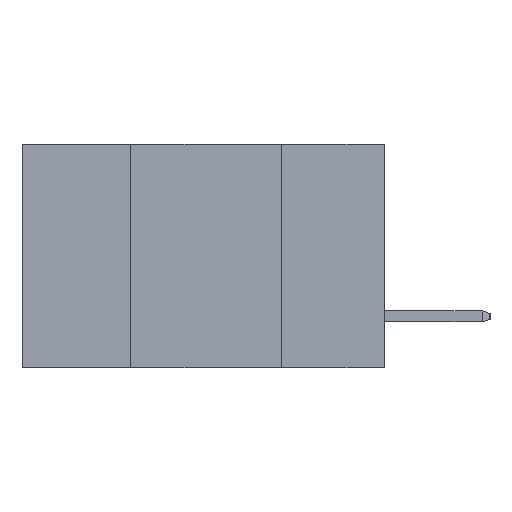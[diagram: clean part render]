
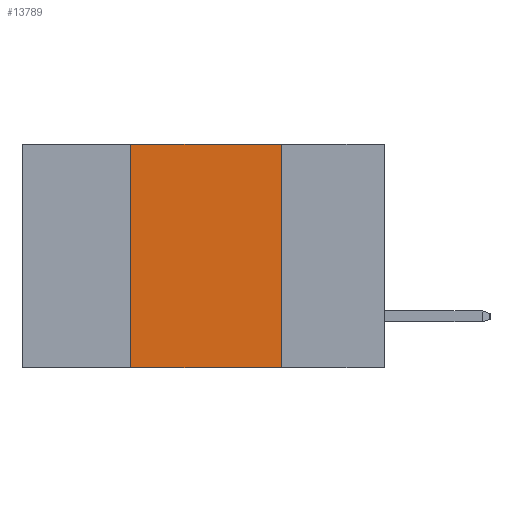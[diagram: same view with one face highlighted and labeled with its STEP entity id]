
A CAD part, left-side view. The second image highlights one B-rep face of the part: STEP entity #13789.
In plain terms, the highlighted planar face has unit normal (-1, 0, 0).
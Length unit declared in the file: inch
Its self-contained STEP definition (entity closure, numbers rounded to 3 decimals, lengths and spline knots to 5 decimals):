
#1642 = EDGE_CURVE ( 'NONE', #11132, #3045, #14100, .T. ) ;
#1977 = VERTEX_POINT ( 'NONE', #12548 ) ;
#2198 = CARTESIAN_POINT ( 'NONE',  ( 0., 0.6, -0.37 ) ) ;
#2347 = LINE ( 'NONE', #13952, #8707 ) ;
#3045 = VERTEX_POINT ( 'NONE', #7803 ) ;
#3381 = FACE_OUTER_BOUND ( 'NONE', #14244, .T. ) ;
#3791 = AXIS2_PLACEMENT_3D ( 'NONE', #4675, #15210, #8245 ) ;
#3864 = CARTESIAN_POINT ( 'NONE',  ( 0., 0.17, -0.37 ) ) ;
#3883 = DIRECTION ( 'NONE',  ( 0., 0., -1. ) ) ;
#4224 = ORIENTED_EDGE ( 'NONE', *, *, #14457, .T. ) ;
#4675 = CARTESIAN_POINT ( 'NONE',  ( 0., 0.6, 0. ) ) ;
#5810 = DIRECTION ( 'NONE',  ( 0., -1., 0. ) ) ;
#6491 = VECTOR ( 'NONE', #5810, 39.37008 ) ;
#7123 = CARTESIAN_POINT ( 'NONE',  ( 0., 0.42, 0. ) ) ;
#7226 = LINE ( 'NONE', #8153, #6491 ) ;
#7234 = VERTEX_POINT ( 'NONE', #7123 ) ;
#7803 = CARTESIAN_POINT ( 'NONE',  ( 0., 0.17, -0.37 ) ) ;
#8143 = ORIENTED_EDGE ( 'NONE', *, *, #9865, .F. ) ;
#8153 = CARTESIAN_POINT ( 'NONE',  ( 0., 0.6, 0. ) ) ;
#8243 = VECTOR ( 'NONE', #3883, 39.37008 ) ;
#8245 = DIRECTION ( 'NONE',  ( 0., 0., -1. ) ) ;
#8707 = VECTOR ( 'NONE', #13936, 39.37008 ) ;
#9865 = EDGE_CURVE ( 'NONE', #1977, #7234, #2347, .T. ) ;
#10487 = DIRECTION ( 'NONE',  ( 0., -1., 0. ) ) ;
#11132 = VERTEX_POINT ( 'NONE', #15079 ) ;
#11181 = EDGE_CURVE ( 'NONE', #7234, #11132, #7226, .T. ) ;
#11590 = ORIENTED_EDGE ( 'NONE', *, *, #11181, .F. ) ;
#11969 = ORIENTED_EDGE ( 'NONE', *, *, #1642, .F. ) ;
#12373 = LINE ( 'NONE', #2198, #12744 ) ;
#12548 = CARTESIAN_POINT ( 'NONE',  ( 0., 0.42, -0.37 ) ) ;
#12744 = VECTOR ( 'NONE', #10487, 39.37008 ) ;
#13789 = ADVANCED_FACE ( 'NONE', ( #3381 ), #15163, .F. ) ;
#13936 = DIRECTION ( 'NONE',  ( 0., 0., 1. ) ) ;
#13952 = CARTESIAN_POINT ( 'NONE',  ( 0., 0.42, -0.37 ) ) ;
#14100 = LINE ( 'NONE', #3864, #8243 ) ;
#14244 = EDGE_LOOP ( 'NONE', ( #11969, #11590, #8143, #4224 ) ) ;
#14457 = EDGE_CURVE ( 'NONE', #1977, #3045, #12373, .T. ) ;
#15079 = CARTESIAN_POINT ( 'NONE',  ( 0., 0.17, 0. ) ) ;
#15163 = PLANE ( 'NONE',  #3791 ) ;
#15210 = DIRECTION ( 'NONE',  ( 1., 0., 0. ) ) ;
